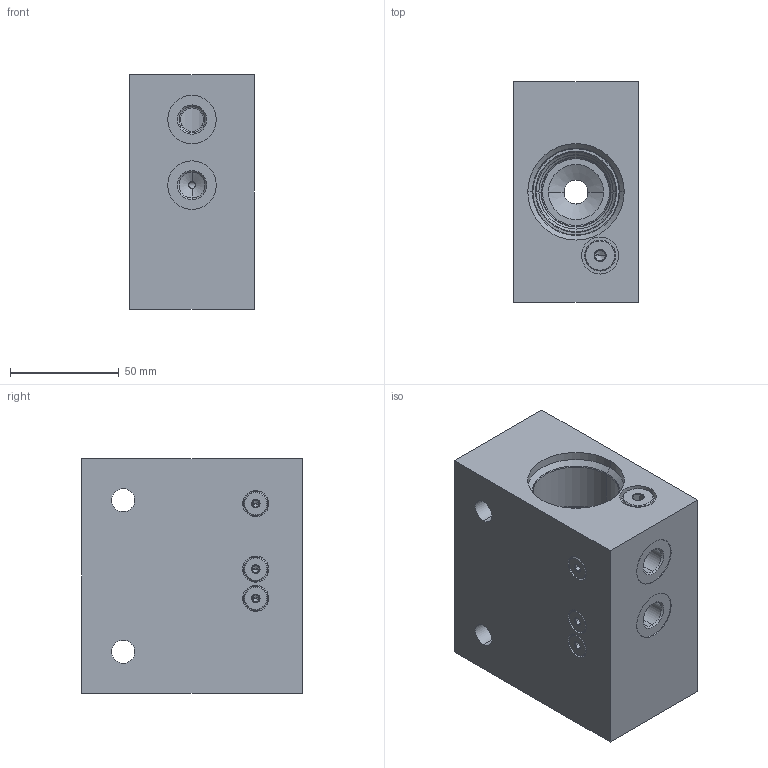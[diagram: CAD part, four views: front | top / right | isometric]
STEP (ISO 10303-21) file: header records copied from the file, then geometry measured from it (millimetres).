
FILE_DESCRIPTION((''),'2;1');
FILE_NAME('HGW_ASM','2023-05-19T',('ProEService'),(''),'PRO/ENGINEER BY PARAMETRIC TECHNOLOGY CORPORATION, 2014200','PRO/ENGINEER BY PARAMETRIC TECHNOLOGY CORPORATION, 2014200','');
FILE_SCHEMA(('CONFIG_CONTROL_DESIGN'));
Length unit declared in the file: inch
Products named in the file (5): 150-693-007; A330-006-004; CSZNXXN; A330-006-002; HGW_ASM
Assembly tree (6 placements, depth 2):
  HGW_ASM
    150-693-007
    A330-006-004
    CSZNXXN
    A330-006-002  x3
Bounding box: 57.15 x 101.6 x 107.95 mm (x, y, z)
Volume: 498105.6 mm3; surface area: 70601.8 mm2
Topology: 9 solids, 10 shells, 492 faces, 1289 edges, 930 vertices
Faces by surface type: cylinder 167, cone 135, plane 108, torus 72, revolution 8, sphere 2
Entity records: 14606 total; most frequent: CARTESIAN_POINT 4186, DIRECTION 2343, ORIENTED_EDGE 1810, AXIS2_PLACEMENT_3D 907, EDGE_CURVE 905, VECTOR 521, LINE 521, VERTEX_POINT 521
